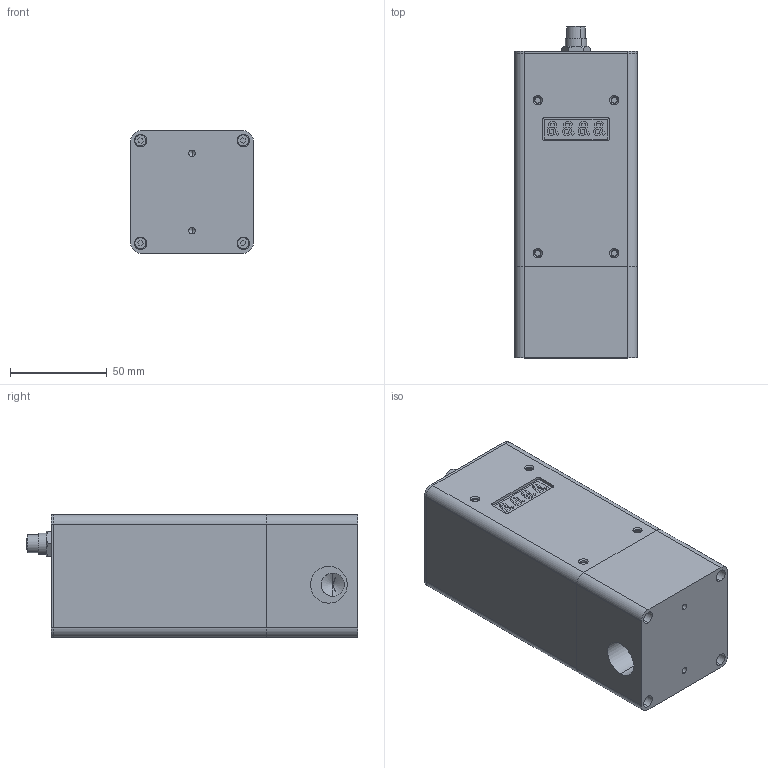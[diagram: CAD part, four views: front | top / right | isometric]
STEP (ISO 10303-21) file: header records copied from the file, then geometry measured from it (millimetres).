
FILE_DESCRIPTION (( 'STEP AP203' ), '1' );
FILE_NAME ('PV-01 G1-2 組合 35YF22GN011R-TF0馬達 N.STEP', '2025-09-03T12:59:07', ( '' ), ( '' ), 'SwSTEP 2.0', 'SolidWorks 2024', '' );
FILE_SCHEMA (( 'CONFIG_CONTROL_DESIGN' ));
Length unit declared in the file: millimetre
Products named in the file (25): PV-01 閥嘴套 d14; PV HV驅動板; PV-01 馬達套N; O環_19X1.5X22; 內六角圓頭螺絲_M3X35; PV-01 閥嘴 d12; 內六角圓頭螺絲_M2.5X15; PV 35YF22GN011R-TF0 馬達轉接板; M8連接器 本體; O環_11X1.5X14; 霍爾感應板; 徑向磁鐵 ID8.1 OD11 10L; M8 板前母座連接器_PV-01; 內六角圓頭螺絲_M4X30; PV-01 心軸螺套; 內六角圓頭螺絲_M3X5; PV-01 閥體 G1-2 N; 鋁擠型 成策63X63X100_PV; 套筒 ID2.7 OD5 10L; PV-01 G1-2 組合 35YF22GN011R-TF0馬達 N; 35YF22GN011R-TF0; PV-01 心軸 D12-100L; O環_Ø22XØ1.5XØ25; M8連接器 螺帽; 盒蓋 成策63.2X63.2
Assembly tree (34 placements, depth 3):
  PV-01 G1-2 組合 35YF22GN011R-TF0馬達 N
    PV-01 閥嘴 d12
    PV-01 心軸 D12-100L
    PV-01 閥體 G1-2 N
    PV HV驅動板
    PV-01 馬達套N
    霍爾感應板
    徑向磁鐵 ID8.1 OD11 10L
    PV-01 心軸螺套
    PV-01 閥嘴套 d14
    套筒 ID2.7 OD5 10L  x2
    內六角圓頭螺絲_M2.5X15  x2
    內六角圓頭螺絲_M4X30  x4
    O環_11X1.5X14  x2
    內六角圓頭螺絲_M3X35  x4
    O環_Ø22XØ1.5XØ25
    O環_19X1.5X22
    M8 板前母座連接器_PV-01
      M8連接器 本體
      M8連接器 螺帽
    35YF22GN011R-TF0
    PV 35YF22GN011R-TF0 馬達轉接板
    內六角圓頭螺絲_M3X5  x2
    鋁擠型 成策63X63X100_PV
    盒蓋 成策63.2X63.2
Bounding box: 63.2 x 171.3 x 63.2 mm (x, y, z)
Volume: 308493.2 mm3; surface area: 141789.6 mm2
Topology: 33 solids, 33 shells, 947 faces, 2271 edges, 1459 vertices
Faces by surface type: plane 553, cylinder 280, cone 88, torus 26
Entity records: 27300 total; most frequent: CARTESIAN_POINT 4324, DIRECTION 4295, ORIENTED_EDGE 3978, EDGE_CURVE 1989, AXIS2_PLACEMENT_3D 1472, VECTOR 1351, LINE 1351, VERTEX_POINT 1287
